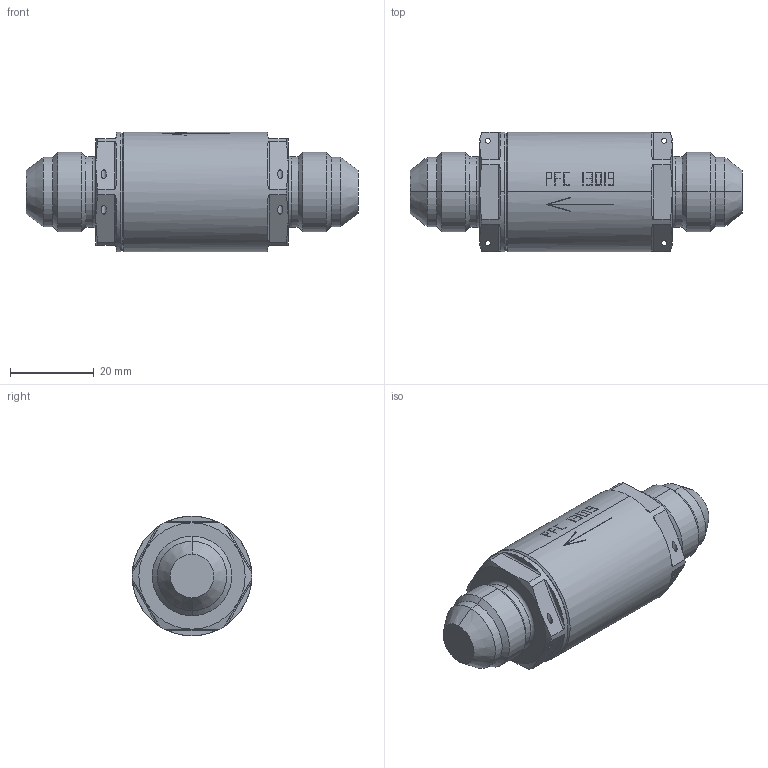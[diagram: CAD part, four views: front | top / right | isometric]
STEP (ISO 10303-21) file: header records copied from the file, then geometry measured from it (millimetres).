
FILE_DESCRIPTION (( 'STEP AP203' ), '1' );
FILE_NAME ('13019000 A Whole.STEP', '2015-01-29T19:46:59', ( '' ), ( '' ), 'SwSTEP 2.0', 'SolidWorks 2014', '' );
FILE_SCHEMA (( 'CONFIG_CONTROL_DESIGN' ));
Length unit declared in the file: inch
Products named in the file (1): 13019000 A Whole
Bounding box: 79.35 x 28.57 x 28.57 mm (x, y, z)
Volume: 36222 mm3; surface area: 7143.4 mm2
Topology: 1 solids, 1 shells, 185 faces, 465 edges, 296 vertices
Faces by surface type: plane 99, cylinder 48, cone 28, bspline 6, torus 4
Entity records: 5881 total; most frequent: CARTESIAN_POINT 1418, ORIENTED_EDGE 930, DIRECTION 894, EDGE_CURVE 465, AXIS2_PLACEMENT_3D 332, VERTEX_POINT 296, VECTOR 230, LINE 230
